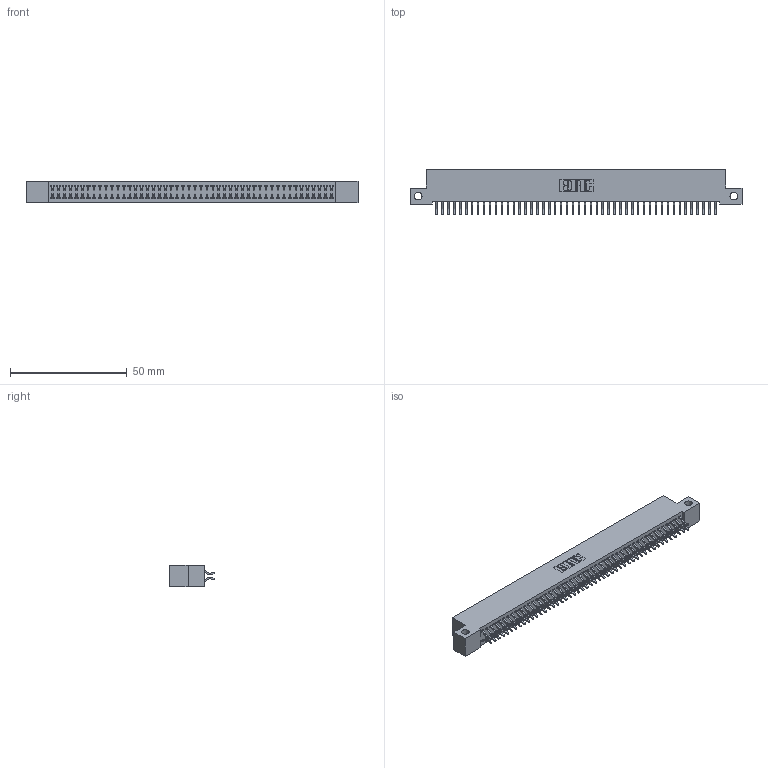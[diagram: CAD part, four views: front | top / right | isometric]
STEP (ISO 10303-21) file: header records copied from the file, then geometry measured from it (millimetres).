
FILE_DESCRIPTION (( 'STEP AP203' ), '1' );
FILE_NAME ('392-096-556-212.STEP', '2018-08-18T10:15:34', ( '' ), ( '' ), 'SwSTEP 2.0', 'SolidWorks 2016', '' );
FILE_SCHEMA (( 'CONFIG_CONTROL_DESIGN' ));
Length unit declared in the file: inch
Products named in the file (3): 342 Part_Side Mount; 345-292-001_556 Tail; 392-096-556-212
Assembly tree (97 placements, depth 2):
  392-096-556-212
    342 Part_Side Mount
    345-292-001_556 Tail  x96
Bounding box: 142.24 x 19.58 x 9.4 mm (x, y, z)
Volume: 12732.3 mm3; surface area: 20619.9 mm2
Topology: 97 solids, 97 shells, 5678 faces, 16907 edges, 11142 vertices
Faces by surface type: plane 3906, cylinder 1772
Entity records: 30195 total; most frequent: CARTESIAN_POINT 5010, ORIENTED_EDGE 4934, DIRECTION 4259, EDGE_CURVE 2467, LINE 2331, VECTOR 2331, VERTEX_POINT 1642, AXIS2_PLACEMENT_3D 964
